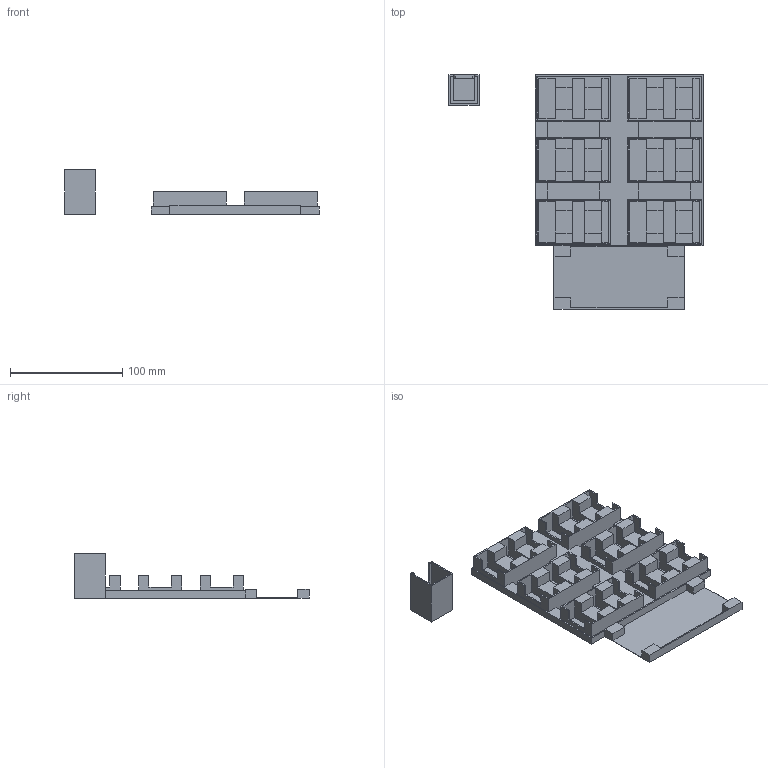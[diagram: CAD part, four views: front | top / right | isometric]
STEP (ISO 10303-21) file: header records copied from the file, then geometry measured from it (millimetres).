
FILE_DESCRIPTION(/* description */ (''),/* implementation_level */ '2;1');
FILE_NAME(/* name */ 'CaseKrabickaNaKarty.step',/* time_stamp */ '2026-01-06T08:37:28+01:00',/* author */ (''),/* organization */ (''),/* preprocessor_version */ 'ST-DEVELOPER v20.1',/* originating_system */ 'Autodesk Translation Framework v14.21.0.0',/* authorisation */ '');
FILE_SCHEMA (('AUTOMOTIVE_DESIGN { 1 0 10303 214 3 1 1 }'));
Length unit declared in the file: millimetre
Products named in the file (4): CaseKrabickaNaKarty; Krabicka; VytahovaciStojan; Víčko
Assembly tree (3 placements, depth 2):
  CaseKrabickaNaKarty
    Krabicka
    VytahovaciStojan
    Víčko
Bounding box: 226.2 x 208.4 x 39.6 mm (x, y, z)
Volume: 181416.9 mm3; surface area: 161579.2 mm2
Topology: 9 solids, 9 shells, 334 faces, 942 edges, 626 vertices
Faces by surface type: plane 330, cylinder 4
Entity records: 10681 total; most frequent: CARTESIAN_POINT 1909, ORIENTED_EDGE 1884, DIRECTION 1634, EDGE_CURVE 942, LINE 932, VECTOR 932, VERTEX_POINT 626, AXIS2_PLACEMENT_3D 351
